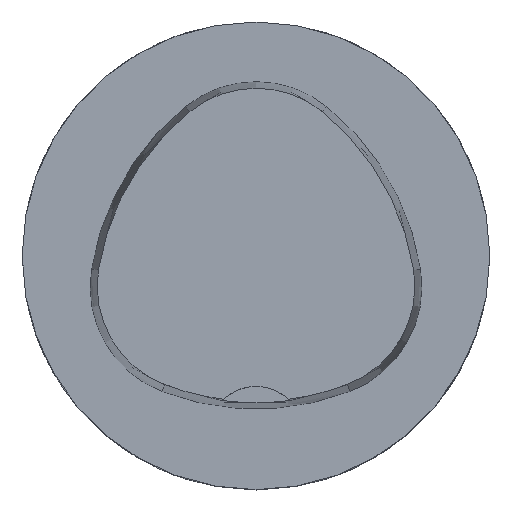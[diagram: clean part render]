
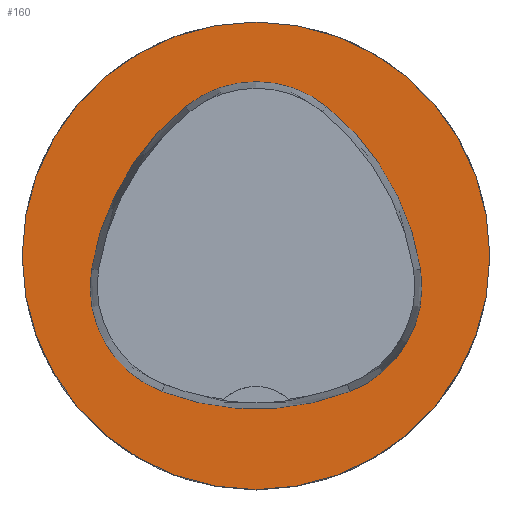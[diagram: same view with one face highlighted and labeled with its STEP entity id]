
A CAD part, top view. The second image highlights one B-rep face of the part: STEP entity #160.
In plain terms, the highlighted planar face has unit normal (0, 0, 1).
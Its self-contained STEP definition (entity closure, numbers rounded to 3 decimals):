
#130=PLANE('',#630);
#160=ADVANCED_FACE('',(#193,#194),#130,.T.);
#193=FACE_BOUND('',#244,.T.);
#194=FACE_BOUND('',#245,.T.);
#244=EDGE_LOOP('',(#345,#346,#347,#348,#349,#350));
#245=EDGE_LOOP('',(#351));
#345=ORIENTED_EDGE('',*,*,#485,.T.);
#346=ORIENTED_EDGE('',*,*,#483,.T.);
#347=ORIENTED_EDGE('',*,*,#481,.T.);
#348=ORIENTED_EDGE('',*,*,#479,.T.);
#349=ORIENTED_EDGE('',*,*,#477,.T.);
#350=ORIENTED_EDGE('',*,*,#475,.T.);
#351=ORIENTED_EDGE('',*,*,#498,.F.);
#424=VERTEX_POINT('',#902);
#425=VERTEX_POINT('',#904);
#426=VERTEX_POINT('',#908);
#427=VERTEX_POINT('',#912);
#428=VERTEX_POINT('',#916);
#429=VERTEX_POINT('',#920);
#438=VERTEX_POINT('',#952);
#475=EDGE_CURVE('',#425,#424,#536,.T.);
#477=EDGE_CURVE('',#426,#425,#537,.T.);
#479=EDGE_CURVE('',#427,#426,#538,.T.);
#481=EDGE_CURVE('',#428,#427,#539,.T.);
#483=EDGE_CURVE('',#429,#428,#540,.T.);
#485=EDGE_CURVE('',#424,#429,#541,.T.);
#498=EDGE_CURVE('',#438,#438,#542,.T.);
#536=CIRCLE('',#607,28.);
#537=CIRCLE('',#609,12.);
#538=CIRCLE('',#611,28.);
#539=CIRCLE('',#613,12.);
#540=CIRCLE('',#615,28.);
#541=CIRCLE('',#617,12.);
#542=CIRCLE('',#629,25.);
#607=AXIS2_PLACEMENT_3D('',#903,#715,#716);
#609=AXIS2_PLACEMENT_3D('',#907,#720,#721);
#611=AXIS2_PLACEMENT_3D('',#911,#725,#726);
#613=AXIS2_PLACEMENT_3D('',#915,#730,#731);
#615=AXIS2_PLACEMENT_3D('',#919,#735,#736);
#617=AXIS2_PLACEMENT_3D('',#923,#740,#741);
#629=AXIS2_PLACEMENT_3D('',#951,#772,#773);
#630=AXIS2_PLACEMENT_3D('',#953,#774,#775);
#715=DIRECTION('',(0.,0.,-1.));
#716=DIRECTION('',(-1.,0.,0.));
#720=DIRECTION('',(0.,0.,-1.));
#721=DIRECTION('',(-1.,0.,0.));
#725=DIRECTION('',(0.,0.,-1.));
#726=DIRECTION('',(-1.,0.,0.));
#730=DIRECTION('',(0.,0.,-1.));
#731=DIRECTION('',(-1.,0.,0.));
#735=DIRECTION('',(0.,0.,-1.));
#736=DIRECTION('',(-1.,0.,0.));
#740=DIRECTION('',(0.,0.,-1.));
#741=DIRECTION('',(-1.,0.,0.));
#772=DIRECTION('',(0.,0.,-1.));
#773=DIRECTION('',(-1.,0.,0.));
#774=DIRECTION('',(0.,0.,1.));
#775=DIRECTION('',(1.,0.,0.));
#902=CARTESIAN_POINT('',(-10.025,-14.516,0.));
#903=CARTESIAN_POINT('',(-0.01,11.631,0.));
#904=CARTESIAN_POINT('',(10.05,-14.499,0.));
#907=CARTESIAN_POINT('',(5.739,-3.3,0.));
#908=CARTESIAN_POINT('',(17.59,-1.418,0.));
#911=CARTESIAN_POINT('',(-10.063,-5.81,0.));
#912=CARTESIAN_POINT('',(7.567,15.942,0.));
#915=CARTESIAN_POINT('',(0.011,6.62,0.));
#916=CARTESIAN_POINT('',(-7.531,15.953,0.));
#919=CARTESIAN_POINT('',(10.068,-5.824,0.));
#920=CARTESIAN_POINT('',(-17.584,-1.424,0.));
#923=CARTESIAN_POINT('',(-5.733,-3.31,0.));
#951=CARTESIAN_POINT('',(0.,0.,0.));
#952=CARTESIAN_POINT('',(-25.,0.,0.));
#953=CARTESIAN_POINT('',(0.,0.,0.));
